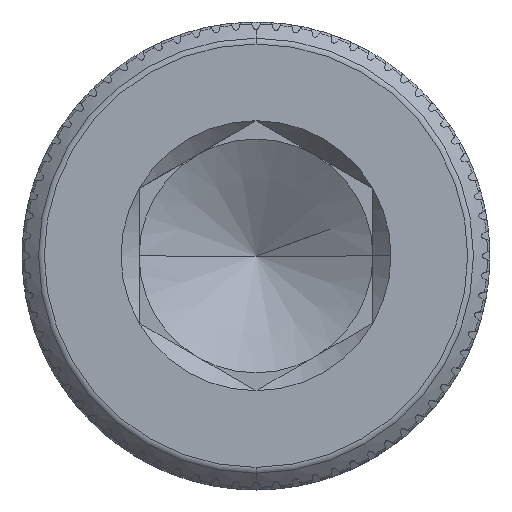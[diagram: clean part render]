
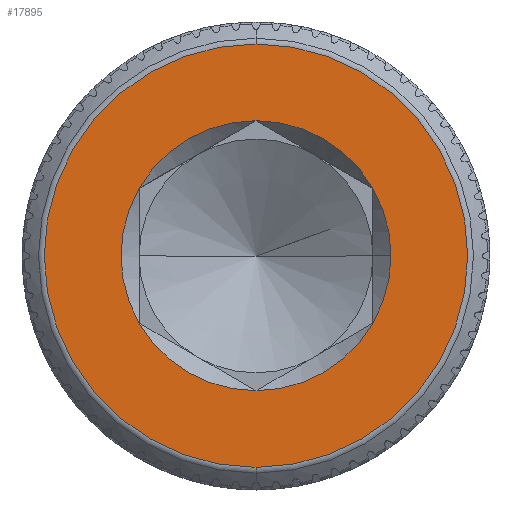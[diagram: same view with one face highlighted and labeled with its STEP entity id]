
A CAD part, top view. The second image highlights one B-rep face of the part: STEP entity #17895.
In plain terms, the highlighted planar face has unit normal (0, 0, 1).
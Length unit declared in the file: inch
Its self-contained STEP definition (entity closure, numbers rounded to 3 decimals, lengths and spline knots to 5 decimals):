
#91 = CIRCLE ( 'NONE', #8126, 0.10825 ) ;
#112 = DIRECTION ( 'NONE',  ( 0., 0., 1. ) ) ;
#488 = AXIS2_PLACEMENT_3D ( 'NONE', #16433, #2554, #11303 ) ;
#877 = VERTEX_POINT ( 'NONE', #12984 ) ;
#992 = CARTESIAN_POINT ( 'NONE',  ( 0., 0.16978, 0.5 ) ) ;
#1521 = CARTESIAN_POINT ( 'NONE',  ( 0., 0.10825, 0.5 ) ) ;
#1531 = ORIENTED_EDGE ( 'NONE', *, *, #1911, .F. ) ;
#1765 = VERTEX_POINT ( 'NONE', #12173 ) ;
#1911 = EDGE_CURVE ( 'NONE', #1765, #2818, #8770, .T. ) ;
#1927 = CARTESIAN_POINT ( 'NONE',  ( 0., 0.16978, 0.5 ) ) ;
#2546 = EDGE_CURVE ( 'NONE', #21684, #14479, #19670, .T. ) ;
#2554 = DIRECTION ( 'NONE',  ( 0., 0., 1. ) ) ;
#2666 = VERTEX_POINT ( 'NONE', #1927 ) ;
#2818 = VERTEX_POINT ( 'NONE', #3987 ) ;
#3594 = AXIS2_PLACEMENT_3D ( 'NONE', #16103, #7419, #5422 ) ;
#3987 = CARTESIAN_POINT ( 'NONE',  ( 0.09375, 0.05413, 0.5 ) ) ;
#4021 = ORIENTED_EDGE ( 'NONE', *, *, #16513, .F. ) ;
#4094 = CIRCLE ( 'NONE', #7330, 0.10825 ) ;
#4195 = EDGE_CURVE ( 'NONE', #877, #20797, #4094, .T. ) ;
#5422 = DIRECTION ( 'NONE',  ( 0., -1., 0. ) ) ;
#5707 = CIRCLE ( 'NONE', #20187, 0.10825 ) ;
#5884 = VERTEX_POINT ( 'NONE', #1521 ) ;
#6210 = DIRECTION ( 'NONE',  ( 0., -1., 0. ) ) ;
#6425 = EDGE_CURVE ( 'NONE', #5884, #21684, #5707, .T. ) ;
#6747 = DIRECTION ( 'NONE',  ( 0., 0., 1. ) ) ;
#6831 = CARTESIAN_POINT ( 'NONE',  ( 0., 0., 0.5 ) ) ;
#7330 = AXIS2_PLACEMENT_3D ( 'NONE', #17394, #8695, #20895 ) ;
#7419 = DIRECTION ( 'NONE',  ( 0., 0., 1. ) ) ;
#8033 = CARTESIAN_POINT ( 'NONE',  ( 0., 0., 0.5 ) ) ;
#8089 = VERTEX_POINT ( 'NONE', #18881 ) ;
#8126 = AXIS2_PLACEMENT_3D ( 'NONE', #18946, #8488, #9944 ) ;
#8376 = ORIENTED_EDGE ( 'NONE', *, *, #19749, .F. ) ;
#8418 = CARTESIAN_POINT ( 'NONE',  ( 0., 0., 0.5 ) ) ;
#8488 = DIRECTION ( 'NONE',  ( 0., 0., 1. ) ) ;
#8584 = DIRECTION ( 'NONE',  ( 1., 0., 0. ) ) ;
#8695 = DIRECTION ( 'NONE',  ( 0., 0., 1. ) ) ;
#8705 = DIRECTION ( 'NONE',  ( 1., 0., 0. ) ) ;
#8726 = CIRCLE ( 'NONE', #13055, 0.16978 ) ;
#8729 = DIRECTION ( 'NONE',  ( 0., 0., 1. ) ) ;
#8770 = CIRCLE ( 'NONE', #14436, 0.10825 ) ;
#9452 = EDGE_CURVE ( 'NONE', #8089, #2666, #8726, .T. ) ;
#9944 = DIRECTION ( 'NONE',  ( 1., 0., 0. ) ) ;
#10615 = DIRECTION ( 'NONE',  ( 1., 0., 0. ) ) ;
#10652 = EDGE_CURVE ( 'NONE', #2666, #8089, #11959, .T. ) ;
#10770 = CARTESIAN_POINT ( 'NONE',  ( -0.09375, 0.05413, 0.5 ) ) ;
#10866 = ORIENTED_EDGE ( 'NONE', *, *, #4195, .F. ) ;
#11303 = DIRECTION ( 'NONE',  ( 1., 0., 0. ) ) ;
#11959 = CIRCLE ( 'NONE', #3594, 0.16978 ) ;
#12173 = CARTESIAN_POINT ( 'NONE',  ( 0.10825, 0., 0.5 ) ) ;
#12585 = CARTESIAN_POINT ( 'NONE',  ( 0., 0., 0.5 ) ) ;
#12793 = CARTESIAN_POINT ( 'NONE',  ( -0.09375, -0.05413, 0.5 ) ) ;
#12817 = EDGE_LOOP ( 'NONE', ( #21796, #14482 ) ) ;
#12984 = CARTESIAN_POINT ( 'NONE',  ( 0., -0.10825, 0.5 ) ) ;
#13022 = DIRECTION ( 'NONE',  ( 0., 1., 0. ) ) ;
#13055 = AXIS2_PLACEMENT_3D ( 'NONE', #12585, #18028, #6210 ) ;
#13188 = FACE_BOUND ( 'NONE', #19761, .T. ) ;
#13273 = DIRECTION ( 'NONE',  ( 0., 0., 1. ) ) ;
#13357 = AXIS2_PLACEMENT_3D ( 'NONE', #992, #21961, #13022 ) ;
#13505 = CIRCLE ( 'NONE', #14800, 0.10825 ) ;
#14017 = EDGE_CURVE ( 'NONE', #20797, #1765, #20082, .T. ) ;
#14436 = AXIS2_PLACEMENT_3D ( 'NONE', #8418, #6747, #8705 ) ;
#14479 = VERTEX_POINT ( 'NONE', #12793 ) ;
#14482 = ORIENTED_EDGE ( 'NONE', *, *, #10652, .T. ) ;
#14800 = AXIS2_PLACEMENT_3D ( 'NONE', #6831, #112, #10615 ) ;
#15407 = FACE_OUTER_BOUND ( 'NONE', #12817, .T. ) ;
#16103 = CARTESIAN_POINT ( 'NONE',  ( 0., 0., 0.5 ) ) ;
#16317 = ORIENTED_EDGE ( 'NONE', *, *, #2546, .F. ) ;
#16433 = CARTESIAN_POINT ( 'NONE',  ( 0., 0., 0.5 ) ) ;
#16513 = EDGE_CURVE ( 'NONE', #14479, #877, #13505, .T. ) ;
#17394 = CARTESIAN_POINT ( 'NONE',  ( 0., 0., 0.5 ) ) ;
#17895 = ADVANCED_FACE ( 'NONE', ( #13188, #15407 ), #21676, .F. ) ;
#18028 = DIRECTION ( 'NONE',  ( 0., 0., 1. ) ) ;
#18384 = AXIS2_PLACEMENT_3D ( 'NONE', #8033, #13273, #20544 ) ;
#18461 = ORIENTED_EDGE ( 'NONE', *, *, #6425, .F. ) ;
#18659 = CARTESIAN_POINT ( 'NONE',  ( 0.09375, -0.05413, 0.5 ) ) ;
#18881 = CARTESIAN_POINT ( 'NONE',  ( 0., -0.16978, 0.5 ) ) ;
#18946 = CARTESIAN_POINT ( 'NONE',  ( 0., 0., 0.5 ) ) ;
#18972 = CARTESIAN_POINT ( 'NONE',  ( 0., 0., 0.5 ) ) ;
#18982 = ORIENTED_EDGE ( 'NONE', *, *, #14017, .F. ) ;
#19670 = CIRCLE ( 'NONE', #18384, 0.10825 ) ;
#19749 = EDGE_CURVE ( 'NONE', #2818, #5884, #91, .T. ) ;
#19761 = EDGE_LOOP ( 'NONE', ( #18461, #8376, #1531, #18982, #10866, #4021, #16317 ) ) ;
#20082 = CIRCLE ( 'NONE', #488, 0.10825 ) ;
#20187 = AXIS2_PLACEMENT_3D ( 'NONE', #18972, #8729, #8584 ) ;
#20544 = DIRECTION ( 'NONE',  ( 1., 0., 0. ) ) ;
#20797 = VERTEX_POINT ( 'NONE', #18659 ) ;
#20895 = DIRECTION ( 'NONE',  ( 1., 0., 0. ) ) ;
#21676 = PLANE ( 'NONE',  #13357 ) ;
#21684 = VERTEX_POINT ( 'NONE', #10770 ) ;
#21796 = ORIENTED_EDGE ( 'NONE', *, *, #9452, .T. ) ;
#21961 = DIRECTION ( 'NONE',  ( 0., 0., -1. ) ) ;
